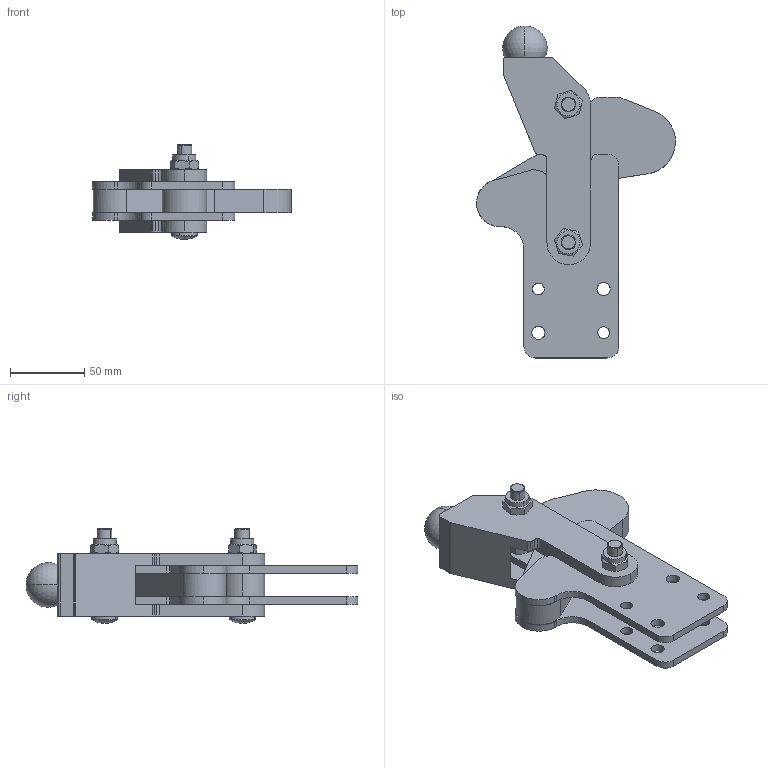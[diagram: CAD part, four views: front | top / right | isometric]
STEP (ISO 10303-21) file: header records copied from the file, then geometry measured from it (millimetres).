
FILE_DESCRIPTION(('CATIA V5 STEP Exchange'),'2;1');
FILE_NAME('MODULSPANNER_TS_V_HD_2500_00_357819.stp','2018-08-16T12:00:58+00:00',('none'),('none'),'CATIA Version 5 Release 19 SP 9 (IN-10)','CATIA V5 STEP AP214','none');
FILE_SCHEMA(('AUTOMOTIVE_DESIGN { 1 0 10303 214 1 1 1 1 }'));
Length unit declared in the file: millimetre
Products named in the file (1): MODULSPANNER_TS_V_HD_2500_00_357819
Bounding box: 134.2 x 224 x 63.95 mm (x, y, z)
Volume: 320199.6 mm3; surface area: 78199.2 mm2
Topology: 1 solids, 3 shells, 204 faces, 597 edges, 395 vertices
Faces by surface type: cylinder 105, plane 71, cone 20, sphere 8
Entity records: 7514 total; most frequent: CARTESIAN_POINT 2102, ORIENTED_EDGE 1186, DIRECTION 913, EDGE_CURVE 593, AXIS2_PLACEMENT_3D 431, VERTEX_POINT 395, VECTOR 283, LINE 283
